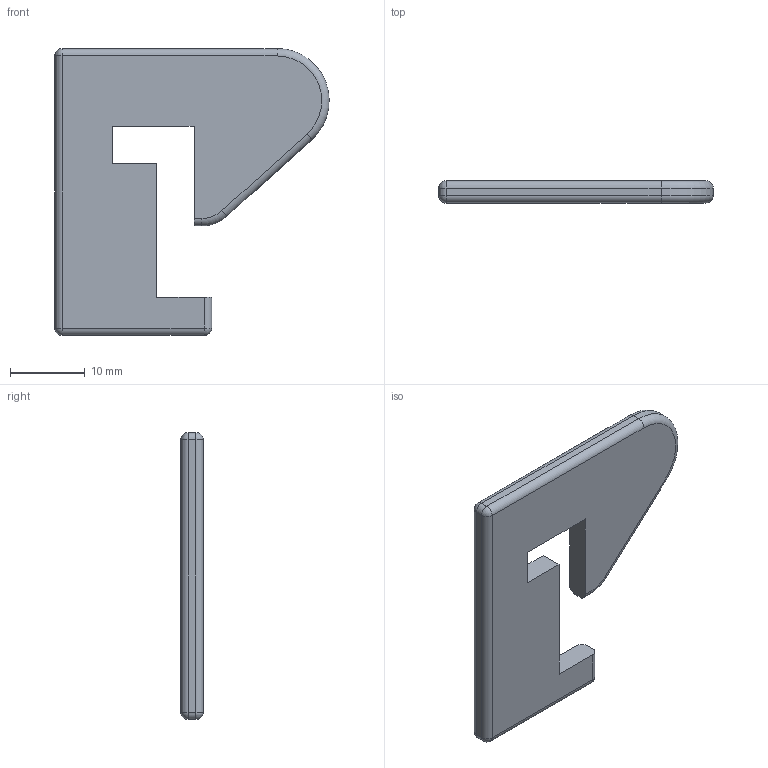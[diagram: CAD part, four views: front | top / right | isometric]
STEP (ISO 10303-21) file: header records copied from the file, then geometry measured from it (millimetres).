
FILE_DESCRIPTION(('FreeCAD Model'),'2;1');
FILE_NAME('Open CASCADE Shape Model','2024-02-27T21:35:53',('Author'),( ''),'Open CASCADE STEP processor 7.6','Ondsel','Unknown');
FILE_SCHEMA(('AUTOMOTIVE_DESIGN { 1 0 10303 214 1 1 1 1 }'));
Length unit declared in the file: millimetre
Products named in the file (1): Тело
Bounding box: 36.83 x 3 x 38.52 mm (x, y, z)
Volume: 2651.9 mm3; surface area: 2263.9 mm2
Topology: 1 solids, 1 shells, 41 faces, 97 edges, 52 vertices
Faces by surface type: cylinder 17, plane 14, sphere 6, torus 4
Entity records: 1137 total; most frequent: DIRECTION 213, CARTESIAN_POINT 185, ORIENTED_EDGE 182, EDGE_CURVE 91, AXIS2_PLACEMENT_3D 80, LINE 53, VECTOR 53, VERTEX_POINT 52
